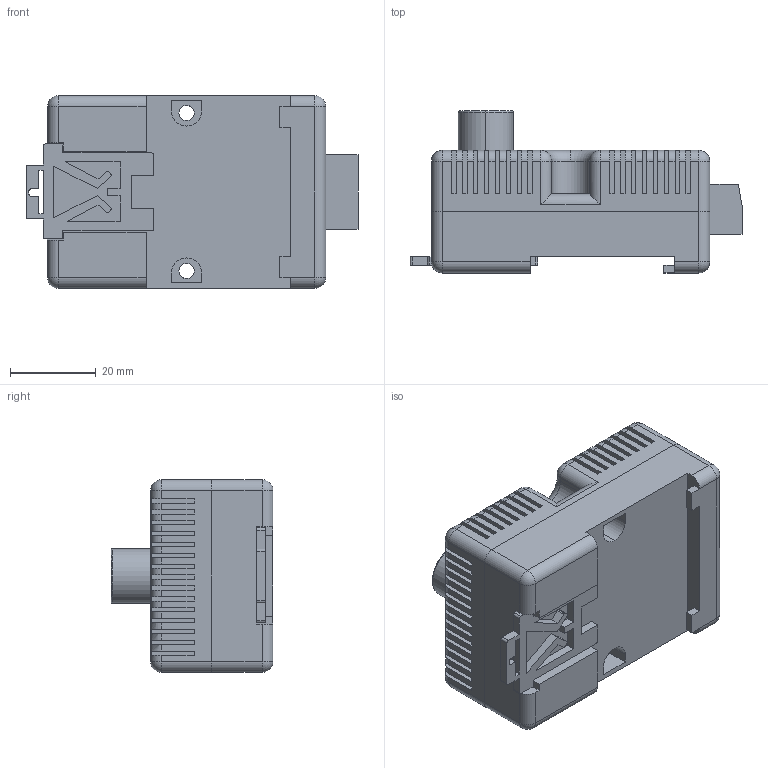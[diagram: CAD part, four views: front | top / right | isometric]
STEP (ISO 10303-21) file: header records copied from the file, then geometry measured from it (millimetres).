
FILE_DESCRIPTION (( 'STEP AP214' ), '1' );
FILE_NAME ('SRAQ-G213_3D.STEP', '2022-04-20T22:35:28', ( '' ), ( '' ), 'SwSTEP 2.0', 'SolidWorks 2021', '' );
FILE_SCHEMA (( 'AUTOMOTIVE_DESIGN' ));
Length unit declared in the file: inch
Products named in the file (1): SRAQ-G213_3D
Bounding box: 77.56 x 37.84 x 45 mm (x, y, z)
Volume: 57891.7 mm3; surface area: 24579.3 mm2
Topology: 2 solids, 2 shells, 693 faces, 1950 edges, 1260 vertices
Faces by surface type: plane 574, cylinder 98, sphere 16, torus 5
Entity records: 23895 total; most frequent: CARTESIAN_POINT 3912, ORIENTED_EDGE 3860, DIRECTION 3621, EDGE_CURVE 1930, VECTOR 1611, LINE 1611, VERTEX_POINT 1256, AXIS2_PLACEMENT_3D 1005
